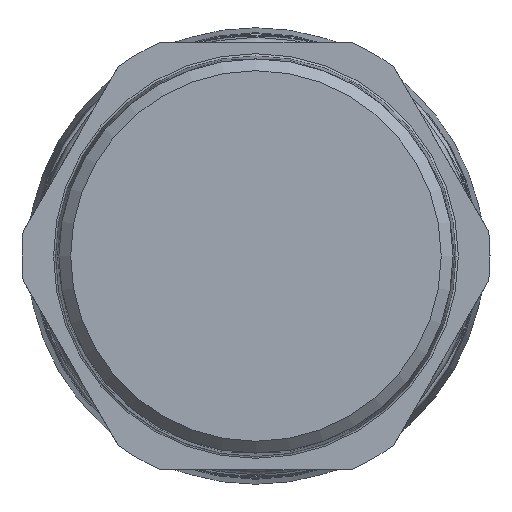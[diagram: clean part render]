
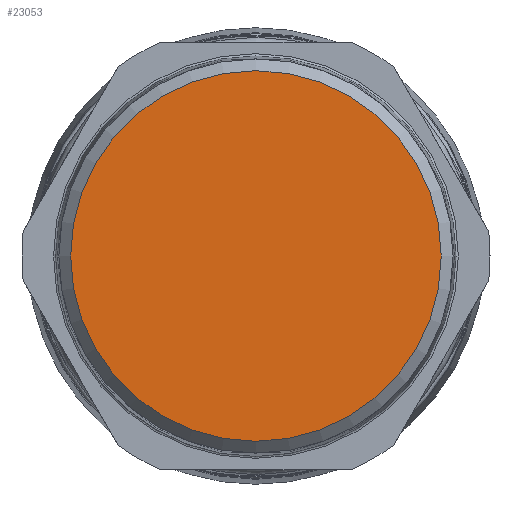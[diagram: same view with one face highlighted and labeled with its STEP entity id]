
A CAD part, left-side view. The second image highlights one B-rep face of the part: STEP entity #23053.
In plain terms, the highlighted planar face has unit normal (-1, 0, 0).
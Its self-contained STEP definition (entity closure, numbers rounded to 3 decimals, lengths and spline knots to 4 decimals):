
#2590=CIRCLE('',#25196,1.6204);
#2591=CIRCLE('',#25197,1.6204);
#4061=FACE_OUTER_BOUND('',#5354,.T.);
#5354=EDGE_LOOP('',(#21177,#21178));
#10969=VERTEX_POINT('',#47668);
#10970=VERTEX_POINT('',#47669);
#14383=EDGE_CURVE('',#10969,#10970,#2590,.T.);
#14384=EDGE_CURVE('',#10970,#10969,#2591,.T.);
#21177=ORIENTED_EDGE('',*,*,#14383,.T.);
#21178=ORIENTED_EDGE('',*,*,#14384,.T.);
#21832=PLANE('',#25195);
#23053=ADVANCED_FACE('',(#4061),#21832,.T.);
#25195=AXIS2_PLACEMENT_3D('',#47667,#30428,#30429);
#25196=AXIS2_PLACEMENT_3D('',#47670,#30430,#30431);
#25197=AXIS2_PLACEMENT_3D('',#47671,#30432,#30433);
#30428=DIRECTION('center_axis',(-1.,0.,0.));
#30429=DIRECTION('ref_axis',(0.,1.,0.));
#30430=DIRECTION('center_axis',(-1.,0.,0.));
#30431=DIRECTION('ref_axis',(0.,-1.,0.));
#30432=DIRECTION('center_axis',(-1.,0.,0.));
#30433=DIRECTION('ref_axis',(0.,-1.,0.));
#47667=CARTESIAN_POINT('Origin',(-3.3799,-1.7204,0.));
#47668=CARTESIAN_POINT('',(-3.3799,-1.6204,0.));
#47669=CARTESIAN_POINT('',(-3.3799,1.6204,0.));
#47670=CARTESIAN_POINT('Origin',(-3.3799,0.,
0.));
#47671=CARTESIAN_POINT('Origin',(-3.3799,0.,
0.));
